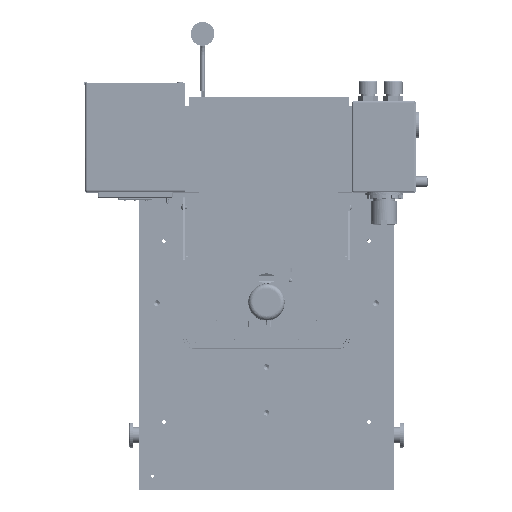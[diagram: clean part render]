
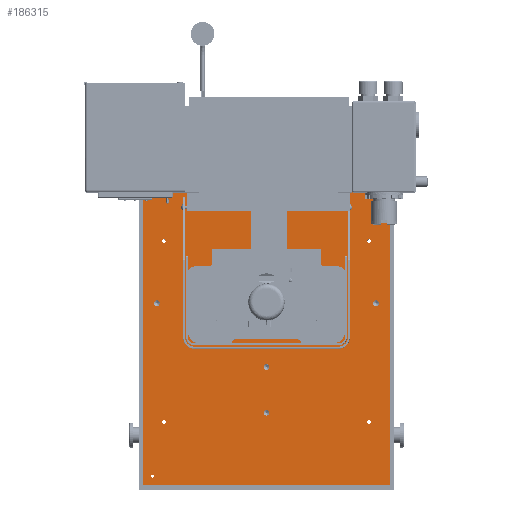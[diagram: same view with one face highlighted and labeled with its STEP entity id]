
A CAD part, top view. The second image highlights one B-rep face of the part: STEP entity #186315.
In plain terms, the highlighted planar face has unit normal (0, 0, 1).
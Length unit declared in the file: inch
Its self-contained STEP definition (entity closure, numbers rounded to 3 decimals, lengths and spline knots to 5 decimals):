
#185766=CARTESIAN_POINT('',(2.6565,-9.51043,-0.01));
#185767=VERTEX_POINT('',#185766);
#185774=CARTESIAN_POINT('',(2.5,-9.51043,-0.01));
#185775=DIRECTION('',(0.0,0.0,-1.0));
#185776=DIRECTION('',(1.0,0.0,0.0));
#185777=AXIS2_PLACEMENT_3D('',#185774,#185775,#185776);
#185778=CIRCLE('',#185777,0.1565);
#185779=EDGE_CURVE('',#185767,#185767,#185778,.T.);
#185791=CARTESIAN_POINT('',(2.6565,-12.01043,-0.01));
#185792=VERTEX_POINT('',#185791);
#185799=CARTESIAN_POINT('',(2.5,-12.01043,-0.01));
#185800=DIRECTION('',(-0.0,0.0,-1.0));
#185801=DIRECTION('',(-1.,0.01,-0.0));
#185802=AXIS2_PLACEMENT_3D('',#185799,#185800,#185801);
#185803=CIRCLE('',#185802,0.1565);
#185804=EDGE_CURVE('',#185792,#185792,#185803,.T.);
#185816=CARTESIAN_POINT('',(8.6565,-6.01043,-0.01));
#185817=VERTEX_POINT('',#185816);
#185824=CARTESIAN_POINT('',(8.5,-6.01043,-0.01));
#185825=DIRECTION('',(0.0,0.0,-1.0));
#185826=DIRECTION('',(1.0,0.0,0.0));
#185827=AXIS2_PLACEMENT_3D('',#185824,#185825,#185826);
#185828=CIRCLE('',#185827,0.1565);
#185829=EDGE_CURVE('',#185817,#185817,#185828,.T.);
#185841=CARTESIAN_POINT('',(6.1565,-6.01043,-0.01));
#185842=VERTEX_POINT('',#185841);
#185849=CARTESIAN_POINT('',(6.0,-6.01043,-0.01));
#185850=DIRECTION('',(-0.0,-0.0,-1.0));
#185851=DIRECTION('',(1.0,0.0,0.0));
#185852=AXIS2_PLACEMENT_3D('',#185849,#185850,#185851);
#185853=CIRCLE('',#185852,0.1565);
#185854=EDGE_CURVE('',#185842,#185842,#185853,.T.);
#185866=CARTESIAN_POINT('',(-3.3435,-6.01043,-0.01));
#185867=VERTEX_POINT('',#185866);
#185874=CARTESIAN_POINT('',(-3.5,-6.01043,-0.01));
#185875=DIRECTION('',(0.0,0.0,-1.0));
#185876=DIRECTION('',(1.0,0.0,0.0));
#185877=AXIS2_PLACEMENT_3D('',#185874,#185875,#185876);
#185878=CIRCLE('',#185877,0.1565);
#185879=EDGE_CURVE('',#185867,#185867,#185878,.T.);
#185899=CARTESIAN_POINT('',(-3.0245,-2.61043,-0.01));
#185900=VERTEX_POINT('',#185899);
#185907=CARTESIAN_POINT('',(-3.125,-2.61043,-0.01));
#185908=DIRECTION('',(-0.0,-0.0,-1.0));
#185909=DIRECTION('',(1.0,0.0,0.0));
#185910=AXIS2_PLACEMENT_3D('',#185907,#185908,#185909);
#185911=CIRCLE('',#185910,0.1005);
#185912=EDGE_CURVE('',#185900,#185900,#185911,.T.);
#185924=CARTESIAN_POINT('',(2.6565,-2.51043,-0.01));
#185925=VERTEX_POINT('',#185924);
#185932=CARTESIAN_POINT('',(2.5,-2.51043,-0.01));
#185933=DIRECTION('',(0.0,0.0,-1.0));
#185934=DIRECTION('',(1.0,0.0,0.0));
#185935=AXIS2_PLACEMENT_3D('',#185932,#185933,#185934);
#185936=CIRCLE('',#185935,0.1565);
#185937=EDGE_CURVE('',#185925,#185925,#185936,.T.);
#185949=CARTESIAN_POINT('',(-0.8435,-6.01043,-0.01));
#185950=VERTEX_POINT('',#185949);
#185957=CARTESIAN_POINT('',(-1.0,-6.01043,-0.01));
#185958=DIRECTION('',(-0.0,-0.0,-1.0));
#185959=DIRECTION('',(1.0,0.0,0.0));
#185960=AXIS2_PLACEMENT_3D('',#185957,#185958,#185959);
#185961=CIRCLE('',#185960,0.1565);
#185962=EDGE_CURVE('',#185950,#185950,#185961,.T.);
#185975=CARTESIAN_POINT('',(9.25,-15.98043,-0.01));
#185976=VERTEX_POINT('',#185975);
#185983=CARTESIAN_POINT('',(-4.25,-15.98043,-0.01));
#185984=VERTEX_POINT('',#185983);
#185985=CARTESIAN_POINT('',(9.0,-15.98043,-0.01));
#185986=DIRECTION('',(1.0,0.0,0.0));
#185987=VECTOR('',#185986,39.37008);
#185988=LINE('',#185985,#185987);
#185989=EDGE_CURVE('',#185984,#185976,#185988,.T.);
#186022=CARTESIAN_POINT('',(9.25,4.51957,-0.01));
#186023=VERTEX_POINT('',#186022);
#186030=CARTESIAN_POINT('',(9.25,4.26957,-0.01));
#186031=DIRECTION('',(-0.0,1.0,0.0));
#186032=VECTOR('',#186031,39.37008);
#186033=LINE('',#186030,#186032);
#186034=EDGE_CURVE('',#185976,#186023,#186033,.T.);
#186046=CARTESIAN_POINT('',(-4.25,4.51957,-0.01));
#186047=VERTEX_POINT('',#186046);
#186054=CARTESIAN_POINT('',(9.0,4.51957,-0.01));
#186055=DIRECTION('',(-1.0,0.0,0.0));
#186056=VECTOR('',#186055,39.37008);
#186057=LINE('',#186054,#186056);
#186058=EDGE_CURVE('',#186023,#186047,#186057,.T.);
#186076=CARTESIAN_POINT('',(-4.25,4.26957,-0.01));
#186077=DIRECTION('',(0.0,-1.0,0.0));
#186078=VECTOR('',#186077,39.37008);
#186079=LINE('',#186076,#186078);
#186080=EDGE_CURVE('',#186047,#185984,#186079,.T.);
#186106=CARTESIAN_POINT('',(-3.0245,-12.51043,-0.01));
#186107=VERTEX_POINT('',#186106);
#186114=CARTESIAN_POINT('',(-3.125,-12.51043,-0.01));
#186115=DIRECTION('',(-0.0,-0.0,-1.0));
#186116=DIRECTION('',(1.0,0.0,0.0));
#186117=AXIS2_PLACEMENT_3D('',#186114,#186115,#186116);
#186118=CIRCLE('',#186117,0.1005);
#186119=EDGE_CURVE('',#186107,#186107,#186118,.T.);
#186130=CARTESIAN_POINT('',(-3.8295,-15.48043,-0.01));
#186131=VERTEX_POINT('',#186130);
#186132=CARTESIAN_POINT('',(-3.75,-15.48043,-0.01));
#186133=DIRECTION('',(0.0,0.0,1.0));
#186134=DIRECTION('',(1.0,0.0,0.0));
#186135=AXIS2_PLACEMENT_3D('',#186132,#186133,#186134);
#186136=CIRCLE('',#186135,0.0795);
#186137=EDGE_CURVE('',#186131,#186131,#186136,.T.);
#186241=ORIENTED_EDGE('',*,*,#186080,.T.);
#186242=ORIENTED_EDGE('',*,*,#185989,.T.);
#186243=ORIENTED_EDGE('',*,*,#186034,.T.);
#186244=ORIENTED_EDGE('',*,*,#186058,.T.);
#186245=EDGE_LOOP('',(#186241,#186242,#186243,#186244));
#186246=FACE_OUTER_BOUND('',#186245,.T.);
#186247=ORIENTED_EDGE('',*,*,#185962,.T.);
#186248=EDGE_LOOP('',(#186247));
#186249=FACE_BOUND('',#186248,.T.);
#186250=ORIENTED_EDGE('',*,*,#185937,.T.);
#186251=EDGE_LOOP('',(#186250));
#186252=FACE_BOUND('',#186251,.T.);
#186253=CARTESIAN_POINT('',(2.5,-6.13543,-0.01));
#186254=VERTEX_POINT('',#186253);
#186255=CARTESIAN_POINT('',(2.5,-6.01043,-0.01));
#186256=DIRECTION('',(0.0,0.0,1.0));
#186257=DIRECTION('',(0.0,-1.0,0.0));
#186258=AXIS2_PLACEMENT_3D('',#186255,#186256,#186257);
#186259=CIRCLE('',#186258,0.125);
#186260=EDGE_CURVE('',#186254,#186254,#186259,.T.);
#186261=ORIENTED_EDGE('',*,*,#186260,.F.);
#186262=EDGE_LOOP('',(#186261));
#186263=FACE_BOUND('',#186262,.T.);
#186264=ORIENTED_EDGE('',*,*,#185912,.T.);
#186265=EDGE_LOOP('',(#186264));
#186266=FACE_BOUND('',#186265,.T.);
#186267=ORIENTED_EDGE('',*,*,#185879,.T.);
#186268=EDGE_LOOP('',(#186267));
#186269=FACE_BOUND('',#186268,.T.);
#186270=ORIENTED_EDGE('',*,*,#185854,.T.);
#186271=EDGE_LOOP('',(#186270));
#186272=FACE_BOUND('',#186271,.T.);
#186273=ORIENTED_EDGE('',*,*,#185829,.T.);
#186274=EDGE_LOOP('',(#186273));
#186275=FACE_BOUND('',#186274,.T.);
#186276=CARTESIAN_POINT('',(8.2255,-2.61043,-0.01));
#186277=VERTEX_POINT('',#186276);
#186278=CARTESIAN_POINT('',(8.125,-2.61043,-0.01));
#186279=DIRECTION('',(-0.0,-0.0,-1.0));
#186280=DIRECTION('',(1.0,0.0,0.0));
#186281=AXIS2_PLACEMENT_3D('',#186278,#186279,#186280);
#186282=CIRCLE('',#186281,0.1005);
#186283=EDGE_CURVE('',#186277,#186277,#186282,.T.);
#186284=ORIENTED_EDGE('',*,*,#186283,.T.);
#186285=EDGE_LOOP('',(#186284));
#186286=FACE_BOUND('',#186285,.T.);
#186287=ORIENTED_EDGE('',*,*,#186119,.T.);
#186288=EDGE_LOOP('',(#186287));
#186289=FACE_BOUND('',#186288,.T.);
#186290=ORIENTED_EDGE('',*,*,#186137,.F.);
#186291=EDGE_LOOP('',(#186290));
#186292=FACE_BOUND('',#186291,.T.);
#186293=CARTESIAN_POINT('',(8.2255,-12.51043,-0.01));
#186294=VERTEX_POINT('',#186293);
#186295=CARTESIAN_POINT('',(8.125,-12.51043,-0.01));
#186296=DIRECTION('',(-0.0,-0.0,-1.0));
#186297=DIRECTION('',(1.0,0.0,0.0));
#186298=AXIS2_PLACEMENT_3D('',#186295,#186296,#186297);
#186299=CIRCLE('',#186298,0.1005);
#186300=EDGE_CURVE('',#186294,#186294,#186299,.T.);
#186301=ORIENTED_EDGE('',*,*,#186300,.T.);
#186302=EDGE_LOOP('',(#186301));
#186303=FACE_BOUND('',#186302,.T.);
#186304=ORIENTED_EDGE('',*,*,#185804,.T.);
#186305=EDGE_LOOP('',(#186304));
#186306=FACE_BOUND('',#186305,.T.);
#186307=ORIENTED_EDGE('',*,*,#185779,.T.);
#186308=EDGE_LOOP('',(#186307));
#186309=FACE_BOUND('',#186308,.T.);
#186310=CARTESIAN_POINT('',(-4.0,4.26957,-0.01));
#186311=DIRECTION('',(0.0,0.0,1.0));
#186312=DIRECTION('',(1.0,0.0,0.0));
#186313=AXIS2_PLACEMENT_3D('',#186310,#186311,#186312);
#186314=PLANE('',#186313);
#186315=ADVANCED_FACE('',(#186246,#186249,#186252,#186263,#186266,#186269,#186272,#186275,#186286,#186289,#186292,#186303,#186306,#186309),#186314,.T.);
